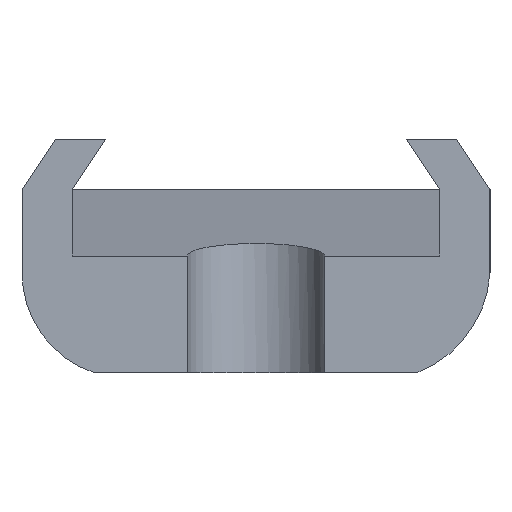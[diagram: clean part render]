
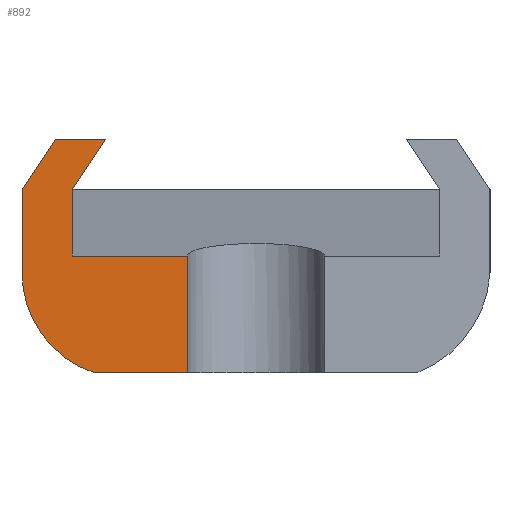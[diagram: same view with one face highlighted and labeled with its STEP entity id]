
A CAD part, left-side view. The second image highlights one B-rep face of the part: STEP entity #892.
In plain terms, the highlighted planar face has unit normal (-1, 0, 0).
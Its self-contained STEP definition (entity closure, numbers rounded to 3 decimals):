
#140=CARTESIAN_POINT('',(74.999,2.054,-11.0));
#141=VERTEX_POINT('',#140);
#149=CARTESIAN_POINT('',(74.999,4.812,-11.0));
#150=VERTEX_POINT('',#149);
#151=CARTESIAN_POINT('',(74.999,2.054,-11.0));
#152=DIRECTION('',(0.0,1.0,0.0));
#153=VECTOR('',#152,2.758);
#154=LINE('',#151,#153);
#155=EDGE_CURVE('',#141,#150,#154,.T.);
#354=CARTESIAN_POINT('',(74.999,2.054,-7.501));
#355=VERTEX_POINT('',#354);
#356=CARTESIAN_POINT('',(74.999,2.054,-11.0));
#357=DIRECTION('',(0.0,0.0,1.0));
#358=VECTOR('',#357,3.499);
#359=LINE('',#356,#358);
#360=EDGE_CURVE('',#141,#355,#359,.T.);
#402=CARTESIAN_POINT('',(74.999,5.499,-7.501));
#403=VERTEX_POINT('',#402);
#410=CARTESIAN_POINT('',(74.999,2.054,-7.501));
#411=DIRECTION('',(0.0,1.0,0.0));
#412=VECTOR('',#411,3.445);
#413=LINE('',#410,#412);
#414=EDGE_CURVE('',#355,#403,#413,.T.);
#550=CARTESIAN_POINT('',(74.999,5.499,-5.501));
#551=VERTEX_POINT('',#550);
#558=CARTESIAN_POINT('',(74.999,5.499,-7.501));
#559=DIRECTION('',(0.0,0.0,1.0));
#560=VECTOR('',#559,2.0);
#561=LINE('',#558,#560);
#562=EDGE_CURVE('',#403,#551,#561,.T.);
#700=CARTESIAN_POINT('',(74.999,6.999,-8.001));
#701=VERTEX_POINT('',#700);
#702=CARTESIAN_POINT('',(74.999,3.849,-8.001));
#703=DIRECTION('',(-1.0,0.0,0.0));
#704=DIRECTION('',(0.0,1.0,0.0));
#705=AXIS2_PLACEMENT_3D('',#702,#703,#704);
#706=CIRCLE('',#705,3.15);
#707=EDGE_CURVE('',#701,#150,#706,.T.);
#790=CARTESIAN_POINT('',(74.999,4.499,-4.001));
#791=VERTEX_POINT('',#790);
#792=CARTESIAN_POINT('',(74.999,4.499,-4.001));
#793=DIRECTION('',(0.0,0.555,-0.832));
#794=VECTOR('',#793,1.803);
#795=LINE('',#792,#794);
#796=EDGE_CURVE('',#791,#551,#795,.T.);
#816=CARTESIAN_POINT('',(74.999,5.999,-4.001));
#817=VERTEX_POINT('',#816);
#818=CARTESIAN_POINT('',(74.999,5.999,-4.001));
#819=DIRECTION('',(0.0,-1.0,0.0));
#820=VECTOR('',#819,1.5);
#821=LINE('',#818,#820);
#822=EDGE_CURVE('',#817,#791,#821,.T.);
#840=CARTESIAN_POINT('',(74.999,6.999,-5.501));
#841=VERTEX_POINT('',#840);
#842=CARTESIAN_POINT('',(74.999,6.999,-5.501));
#843=DIRECTION('',(0.0,-0.555,0.832));
#844=VECTOR('',#843,1.803);
#845=LINE('',#842,#844);
#846=EDGE_CURVE('',#841,#817,#845,.T.);
#864=CARTESIAN_POINT('',(74.999,6.999,-8.001));
#865=DIRECTION('',(0.0,0.0,1.0));
#866=VECTOR('',#865,2.5);
#867=LINE('',#864,#866);
#868=EDGE_CURVE('',#701,#841,#867,.T.);
#876=CARTESIAN_POINT('',(74.999,-0.001,-8.144));
#877=DIRECTION('',(1.0,0.0,0.0));
#878=DIRECTION('',(0.0,0.0,-1.0));
#879=AXIS2_PLACEMENT_3D('',#876,#877,#878);
#880=PLANE('',#879);
#881=ORIENTED_EDGE('',*,*,#360,.T.);
#882=ORIENTED_EDGE('',*,*,#414,.T.);
#883=ORIENTED_EDGE('',*,*,#562,.T.);
#884=ORIENTED_EDGE('',*,*,#796,.F.);
#885=ORIENTED_EDGE('',*,*,#822,.F.);
#886=ORIENTED_EDGE('',*,*,#846,.F.);
#887=ORIENTED_EDGE('',*,*,#868,.F.);
#888=ORIENTED_EDGE('',*,*,#707,.T.);
#889=ORIENTED_EDGE('',*,*,#155,.F.);
#890=EDGE_LOOP('',(#881,#882,#883,#884,#885,#886,#887,#888,#889));
#891=FACE_OUTER_BOUND('',#890,.T.);
#892=ADVANCED_FACE('',(#891),#880,.F.);
